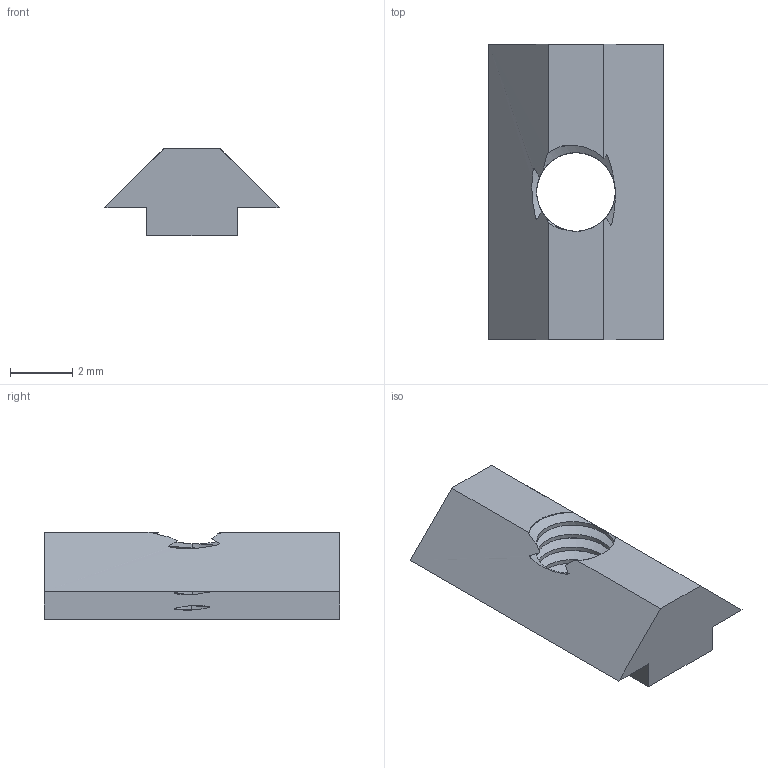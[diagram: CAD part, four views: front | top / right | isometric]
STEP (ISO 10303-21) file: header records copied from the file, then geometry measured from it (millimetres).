
FILE_DESCRIPTION(/* description */ (''),/* implementation_level */ '2;1');
FILE_NAME(/* name */ 'MakerBeam T-Nut 10x10.step',/* time_stamp */ '2021-02-21T19:43:23+01:00',/* author */ (''),/* organization */ (''),/* preprocessor_version */ 'ST-DEVELOPER v18.1',/* originating_system */ 'Autodesk Translation Framework v9.7.1.1290',/* authorisation */ '');
FILE_SCHEMA (('AUTOMOTIVE_DESIGN { 1 0 10303 214 3 1 1 }'));
Length unit declared in the file: millimetre
Products named in the file (1): MakerBeam T-Nut 10x10
Bounding box: 5.6 x 9.5 x 2.8 mm (x, y, z)
Volume: 75.1 mm3; surface area: 181.5 mm2
Topology: 1 solids, 1 shells, 34 faces, 114 edges, 76 vertices
Faces by surface type: cylinder 17, plane 11, bspline 6
Full cylindrical faces by diameter (mm): 2.529 x2, 3.086 x1
Entity records: 2378 total; most frequent: CARTESIAN_POINT 1447, ORIENTED_EDGE 228, DIRECTION 131, EDGE_CURVE 114, VERTEX_POINT 76, B_SPLINE_CURVE_WITH_KNOTS 56, AXIS2_PLACEMENT_3D 44, LINE 43
